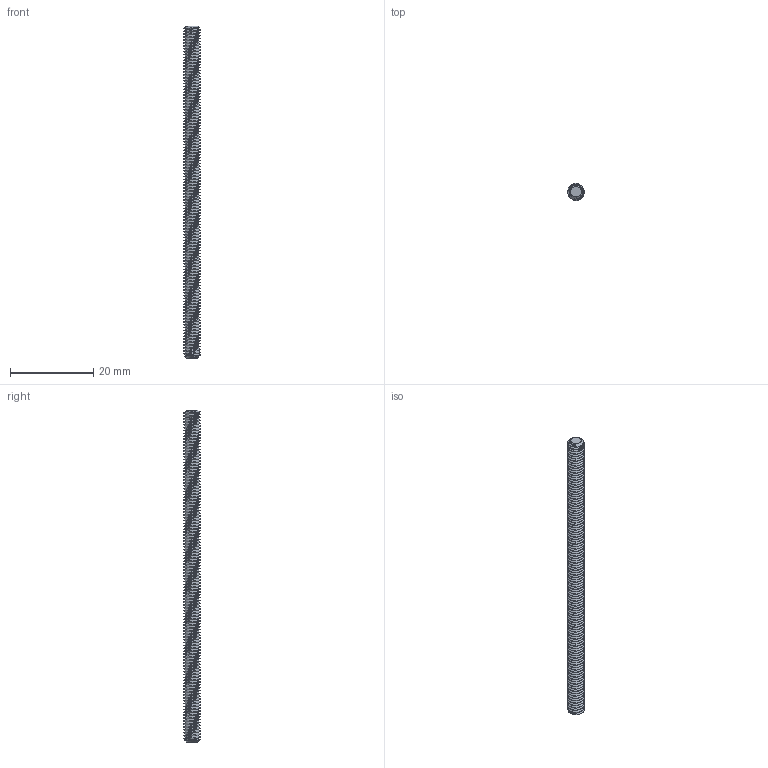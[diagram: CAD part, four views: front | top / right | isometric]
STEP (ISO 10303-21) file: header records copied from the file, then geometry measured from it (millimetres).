
FILE_DESCRIPTION (( 'STEP AP203' ), '1' );
FILE_NAME ('2808-0004-0080.STEP', '2018-04-17T16:25:14', ( '' ), ( '' ), 'SwSTEP 2.0', 'SolidWorks 2016', '' );
FILE_SCHEMA (( 'CONFIG_CONTROL_DESIGN' ));
Length unit declared in the file: millimetre
Products named in the file (1): 2808-0004-0080
Bounding box: 4 x 4 x 80 mm (x, y, z)
Volume: 794.3 mm3; surface area: 1569.7 mm2
Topology: 1 solids, 1 shells, 464 faces, 1385 edges, 923 vertices
Faces by surface type: cylinder 456, cone 4, bspline 2, plane 2
Entity records: 25573 total; most frequent: CARTESIAN_POINT 15754, ORIENTED_EDGE 2770, DIRECTION 1402, EDGE_CURVE 1385, VERTEX_POINT 923, AXIS2_PLACEMENT_3D 472, FACE_OUTER_BOUND 464, EDGE_LOOP 464
